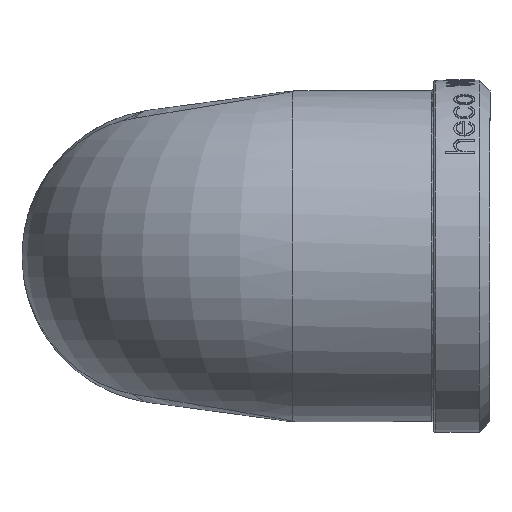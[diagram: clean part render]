
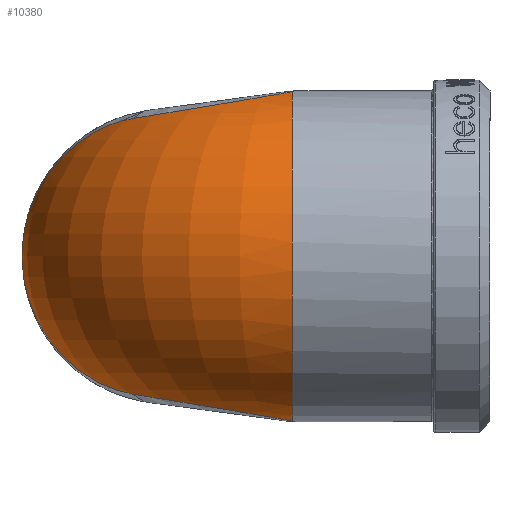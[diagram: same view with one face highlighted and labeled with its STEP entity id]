
A CAD part, left-side view. The second image highlights one B-rep face of the part: STEP entity #10380.
In plain terms, the highlighted toroidal (fillet/blend) face has major radius 14.9 mm and minor radius 23.5 mm.
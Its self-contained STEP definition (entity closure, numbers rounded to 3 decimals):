
#2515 = CARTESIAN_POINT ( 'NONE',  ( -1.434, 5.16, -19.584 ) ) ;
#2533 = CARTESIAN_POINT ( 'NONE',  ( 14.9, 20.955, 0. ) ) ;
#2815 = CARTESIAN_POINT ( 'NONE',  ( -2.165, -17.445, 23.4 ) ) ;
#2999 = AXIS2_PLACEMENT_3D ( 'NONE', #16231, #16242, #16268 ) ;
#3720 = CARTESIAN_POINT ( 'NONE',  ( -2.165, -17.445, -23.4 ) ) ;
#3773 = CARTESIAN_POINT ( 'NONE',  ( -1.434, 5.16, 19.584 ) ) ;
#3880 = CARTESIAN_POINT ( 'NONE',  ( 8.727, 17.752, -11.446 ) ) ;
#3938 = CARTESIAN_POINT ( 'NONE',  ( -1.434, 5.16, -19.584 ) ) ;
#3948 = CARTESIAN_POINT ( 'NONE',  ( 14.9, 20.955, 0. ) ) ;
#3973 = CARTESIAN_POINT ( 'NONE',  ( 5.588, 13.871, -15.737 ) ) ;
#3994 = CARTESIAN_POINT ( 'NONE',  ( 11.795, 20.336, -6.071 ) ) ;
#4042 = CARTESIAN_POINT ( 'NONE',  ( 13.853, 20.949, -2.048 ) ) ;
#4074 = CARTESIAN_POINT ( 'NONE',  ( 2.294, 9.37, -18.517 ) ) ;
#4078 = CARTESIAN_POINT ( 'NONE',  ( 14.88, 20.955, -0.039 ) ) ;
#4090 = CARTESIAN_POINT ( 'NONE',  ( -0.141, 6.498, -19.368 ) ) ;
#4156 = DIRECTION ( 'NONE',  ( 0., 1., 0. ) ) ;
#4179 = DIRECTION ( 'NONE',  ( -1., 0., 0. ) ) ;
#4189 = CARTESIAN_POINT ( 'NONE',  ( 0., -17.445, 0. ) ) ;
#4211 = CARTESIAN_POINT ( 'NONE',  ( 14.89, 20.955, -0.02 ) ) ;
#4455 = B_SPLINE_CURVE_WITH_KNOTS ( 'NONE', 3,
 ( #3938, #4090, #4074, #3973, #3880, #3994, #4042, #4078, #4211, #3948 ),
 .UNSPECIFIED., .F., .F.,
 ( 4, 1, 1, 1, 1, 2, 4 ),
 ( 0., 0.2, 0.399, 0.599, 0.798, 0.998, 1. ),
 .UNSPECIFIED. ) ;
#4558 = B_SPLINE_CURVE_WITH_KNOTS ( 'NONE', 3,
 ( #8116, #8231, #8306, #8153, #8308, #8305, #8204, #8147, #8078, #8036, #8140, #8175 ),
 .UNSPECIFIED., .F., .F.,
 ( 4, 2, 1, 1, 1, 1, 1, 1, 4 ),
 ( 0., 0.002, 0.102, 0.202, 0.301, 0.401, 0.601, 0.8, 1. ),
 .UNSPECIFIED. ) ;
#4605 = B_SPLINE_CURVE_WITH_KNOTS ( 'NONE', 3,
 ( #9221, #9535, #9226, #8461, #9101, #8707, #8731, #8511 ),
 .UNSPECIFIED., .F., .F.,
 ( 4, 1, 1, 1, 1, 4 ),
 ( 0., 0.429, 0.714, 0.857, 0.929, 1. ),
 .UNSPECIFIED. ) ;
#4622 = B_SPLINE_CURVE_WITH_KNOTS ( 'NONE', 3,
 ( #9132, #8471, #9313, #8792, #9430, #9001, #9434, #9288 ),
 .UNSPECIFIED., .F., .F.,
 ( 4, 1, 1, 1, 1, 4 ),
 ( 0., 0.071, 0.143, 0.286, 0.571, 1. ),
 .UNSPECIFIED. ) ;
#5355 = EDGE_CURVE ( 'NONE', #5758, #9635, #4622, .T. ) ;
#5373 = EDGE_CURVE ( 'NONE', #5855, #9617, #4605, .T. ) ;
#5480 = EDGE_CURVE ( 'NONE', #5758, #9617, #8371, .T. ) ;
#5489 = EDGE_CURVE ( 'NONE', #9635, #9636, #4455, .T. ) ;
#5621 = EDGE_CURVE ( 'NONE', #9636, #5855, #4558, .T. ) ;
#5758 = VERTEX_POINT ( 'NONE', #3720 ) ;
#5855 = VERTEX_POINT ( 'NONE', #3773 ) ;
#8036 = CARTESIAN_POINT ( 'NONE',  ( 2.296, 9.371, 18.517 ) ) ;
#8078 = CARTESIAN_POINT ( 'NONE',  ( 5.59, 13.871, 15.732 ) ) ;
#8116 = CARTESIAN_POINT ( 'NONE',  ( 14.9, 20.955, 0. ) ) ;
#8140 = CARTESIAN_POINT ( 'NONE',  ( -0.141, 6.498, 19.368 ) ) ;
#8147 = CARTESIAN_POINT ( 'NONE',  ( 8.2, 17.103, 12.168 ) ) ;
#8153 = CARTESIAN_POINT ( 'NONE',  ( 14.361, 20.952, 1.053 ) ) ;
#8175 = CARTESIAN_POINT ( 'NONE',  ( -1.434, 5.16, 19.584 ) ) ;
#8204 = CARTESIAN_POINT ( 'NONE',  ( 10.264, 19.046, 8.753 ) ) ;
#8231 = CARTESIAN_POINT ( 'NONE',  ( 14.89, 20.955, 0.02 ) ) ;
#8305 = CARTESIAN_POINT ( 'NONE',  ( 11.794, 20.125, 5.993 ) ) ;
#8306 = CARTESIAN_POINT ( 'NONE',  ( 14.88, 20.955, 0.039 ) ) ;
#8308 = CARTESIAN_POINT ( 'NONE',  ( 13.34, 20.8, 3.051 ) ) ;
#8371 = CIRCLE ( 'NONE', #12282, 23.5 ) ;
#8461 = CARTESIAN_POINT ( 'NONE',  ( -7.104, -10.364, 22.145 ) ) ;
#8471 = CARTESIAN_POINT ( 'NONE',  ( -2.79, -17.141, -23.342 ) ) ;
#8511 = CARTESIAN_POINT ( 'NONE',  ( -2.165, -17.445, 23.4 ) ) ;
#8707 = CARTESIAN_POINT ( 'NONE',  ( -3.86, -16.338, 23.193 ) ) ;
#8731 = CARTESIAN_POINT ( 'NONE',  ( -2.79, -17.141, 23.342 ) ) ;
#8792 = CARTESIAN_POINT ( 'NONE',  ( -5.449, -14.363, -22.84 ) ) ;
#9001 = CARTESIAN_POINT ( 'NONE',  ( -7.048, -2.948, -20.903 ) ) ;
#9101 = CARTESIAN_POINT ( 'NONE',  ( -5.449, -14.363, 22.839 ) ) ;
#9132 = CARTESIAN_POINT ( 'NONE',  ( -2.165, -17.445, -23.4 ) ) ;
#9221 = CARTESIAN_POINT ( 'NONE',  ( -1.434, 5.16, 19.584 ) ) ;
#9226 = CARTESIAN_POINT ( 'NONE',  ( -7.048, -2.948, 20.903 ) ) ;
#9288 = CARTESIAN_POINT ( 'NONE',  ( -1.434, 5.16, -19.584 ) ) ;
#9313 = CARTESIAN_POINT ( 'NONE',  ( -3.86, -16.339, -23.194 ) ) ;
#9430 = CARTESIAN_POINT ( 'NONE',  ( -7.104, -10.364, -22.145 ) ) ;
#9434 = CARTESIAN_POINT ( 'NONE',  ( -3.972, 2.534, -20.01 ) ) ;
#9535 = CARTESIAN_POINT ( 'NONE',  ( -3.972, 2.534, 20.01 ) ) ;
#9617 = VERTEX_POINT ( 'NONE', #2815 ) ;
#9635 = VERTEX_POINT ( 'NONE', #2515 ) ;
#9636 = VERTEX_POINT ( 'NONE', #2533 ) ;
#10380 = ADVANCED_FACE ( 'NONE', ( #12831 ), #12837, .T. ) ;
#10470 = EDGE_LOOP ( 'NONE', ( #10763, #10640, #10761, #12666, #12517 ) ) ;
#10640 = ORIENTED_EDGE ( 'NONE', *, *, #5621, .F. ) ;
#10761 = ORIENTED_EDGE ( 'NONE', *, *, #5489, .F. ) ;
#10763 = ORIENTED_EDGE ( 'NONE', *, *, #5373, .F. ) ;
#12282 = AXIS2_PLACEMENT_3D ( 'NONE', #4189, #4156, #4179 ) ;
#12517 = ORIENTED_EDGE ( 'NONE', *, *, #5480, .T. ) ;
#12666 = ORIENTED_EDGE ( 'NONE', *, *, #5355, .F. ) ;
#12831 = FACE_OUTER_BOUND ( 'NONE', #10470, .T. ) ;
#12837 = TOROIDAL_SURFACE ( 'NONE', #2999, 14.9, 23.5 ) ;
#16231 = CARTESIAN_POINT ( 'NONE',  ( 14.9, -17.445, 0. ) ) ;
#16242 = DIRECTION ( 'NONE',  ( 0., 0., -1. ) ) ;
#16268 = DIRECTION ( 'NONE',  ( 0., -1., 0. ) ) ;
